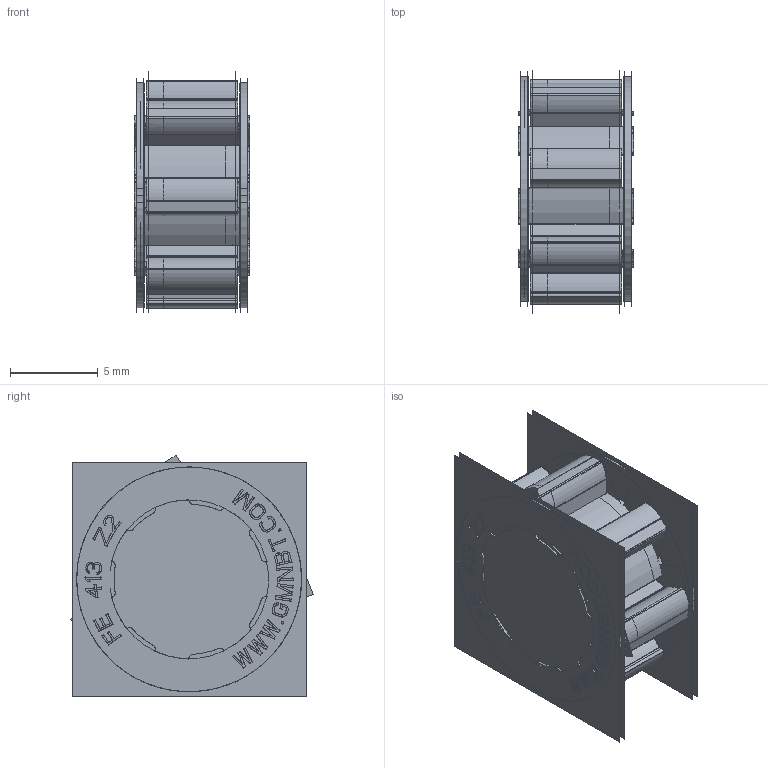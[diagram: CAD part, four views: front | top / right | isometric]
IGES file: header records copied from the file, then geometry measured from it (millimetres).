
Start section:  PTC IGES file: fe413z2_asm.igs
Global section: file name: fe413z2_asm.igs; native system: Creo Parametric by Parametric Technology Corporation; preprocessor: 2013150; author: sales 4; organization: Unknown; date: 20140325.113137; units: millimetre
Bounding box: 6.55 x 13.78 x 13.76 mm (x, y, z)
Surface area: 5825.5 mm2 (no closed solid volume)
Topology: 0 solids, 0 shells, 1248 faces, 18624 edges, 24192 vertices
Faces by surface type: bspline 960, revolution 288
